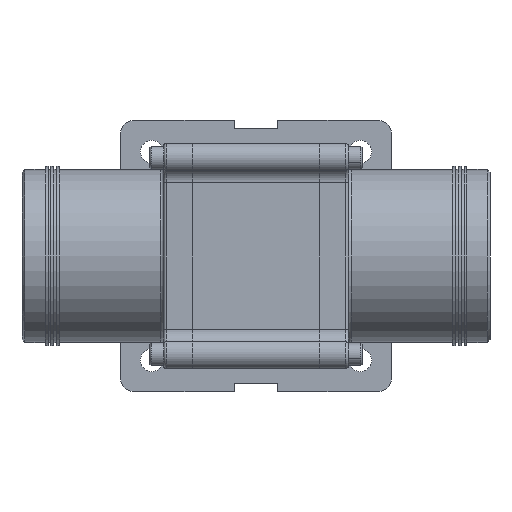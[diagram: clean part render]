
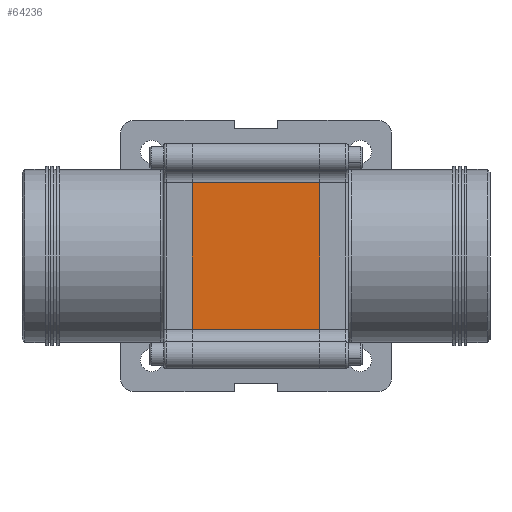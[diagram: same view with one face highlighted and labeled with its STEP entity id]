
A CAD part, front view. The second image highlights one B-rep face of the part: STEP entity #64236.
In plain terms, the highlighted planar face has unit normal (0, -1, 0).
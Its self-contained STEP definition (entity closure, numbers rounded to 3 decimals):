
#2674 = VERTEX_POINT ( 'NONE', #8130 ) ;
#3331 = VECTOR ( 'NONE', #62532, 1000. ) ;
#8126 = CARTESIAN_POINT ( 'NONE',  ( -22., -34., 25.34 ) ) ;
#8130 = CARTESIAN_POINT ( 'NONE',  ( -22., -34., 25.34 ) ) ;
#9094 = VERTEX_POINT ( 'NONE', #37011 ) ;
#12450 = EDGE_CURVE ( 'NONE', #9094, #54134, #67894, .T. ) ;
#12987 = DIRECTION ( 'NONE',  ( 0., 0., -1. ) ) ;
#13822 = EDGE_CURVE ( 'NONE', #75085, #9094, #61556, .T. ) ;
#14626 = CARTESIAN_POINT ( 'NONE',  ( 132.309, -34., -25.34 ) ) ;
#18625 = EDGE_CURVE ( 'NONE', #2674, #54134, #27143, .T. ) ;
#27143 = LINE ( 'NONE', #8126, #3331 ) ;
#31912 = VECTOR ( 'NONE', #64639, 1000. ) ;
#31947 = EDGE_CURVE ( 'NONE', #75085, #2674, #66180, .T. ) ;
#34492 = DIRECTION ( 'NONE',  ( 0., 0., 1. ) ) ;
#34680 = CARTESIAN_POINT ( 'NONE',  ( -22., -34., -25.34 ) ) ;
#35270 = CARTESIAN_POINT ( 'NONE',  ( 132.309, -34., 25.34 ) ) ;
#36517 = ORIENTED_EDGE ( 'NONE', *, *, #18625, .T. ) ;
#37011 = CARTESIAN_POINT ( 'NONE',  ( 22., -34., -25.34 ) ) ;
#40708 = FACE_OUTER_BOUND ( 'NONE', #53881, .T. ) ;
#41908 = ORIENTED_EDGE ( 'NONE', *, *, #31947, .T. ) ;
#50799 = VECTOR ( 'NONE', #54670, 1000. ) ;
#53881 = EDGE_LOOP ( 'NONE', ( #54045, #41908, #36517, #68120 ) ) ;
#54045 = ORIENTED_EDGE ( 'NONE', *, *, #13822, .F. ) ;
#54134 = VERTEX_POINT ( 'NONE', #34680 ) ;
#54670 = DIRECTION ( 'NONE',  ( -1., 0., 0. ) ) ;
#58969 = PLANE ( 'NONE',  #67330 ) ;
#61556 = LINE ( 'NONE', #73248, #61972 ) ;
#61608 = CARTESIAN_POINT ( 'NONE',  ( 22., -34., 25.34 ) ) ;
#61972 = VECTOR ( 'NONE', #12987, 1000. ) ;
#62532 = DIRECTION ( 'NONE',  ( 0., 0., -1. ) ) ;
#64236 = ADVANCED_FACE ( 'NONE', ( #40708 ), #58969, .F. ) ;
#64428 = DIRECTION ( 'NONE',  ( 0., 1., 0. ) ) ;
#64639 = DIRECTION ( 'NONE',  ( -1., 0., 0. ) ) ;
#66180 = LINE ( 'NONE', #76326, #31912 ) ;
#67330 = AXIS2_PLACEMENT_3D ( 'NONE', #35270, #64428, #34492 ) ;
#67894 = LINE ( 'NONE', #14626, #50799 ) ;
#68120 = ORIENTED_EDGE ( 'NONE', *, *, #12450, .F. ) ;
#73248 = CARTESIAN_POINT ( 'NONE',  ( 22., -34., 25.34 ) ) ;
#75085 = VERTEX_POINT ( 'NONE', #61608 ) ;
#76326 = CARTESIAN_POINT ( 'NONE',  ( 132.309, -34., 25.34 ) ) ;
